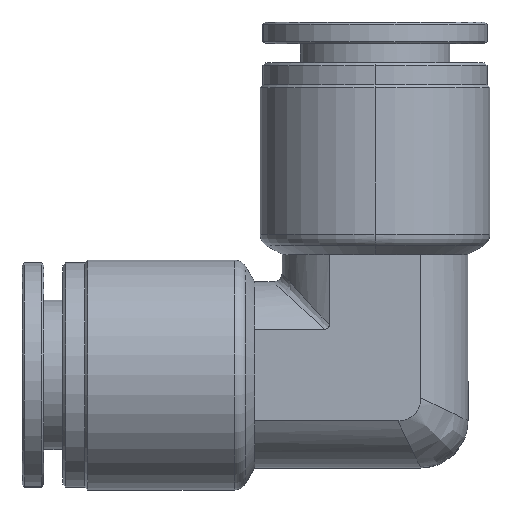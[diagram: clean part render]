
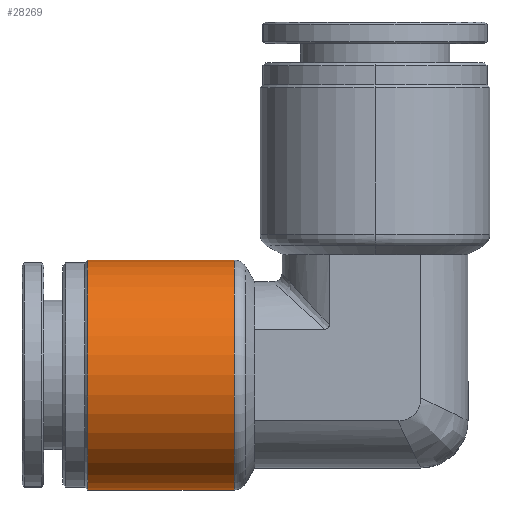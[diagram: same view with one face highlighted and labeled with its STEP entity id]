
A CAD part, left-side view. The second image highlights one B-rep face of the part: STEP entity #28269.
In plain terms, the highlighted cylindrical face has radius 10.5 mm (diameter 21 mm), a partial arc.
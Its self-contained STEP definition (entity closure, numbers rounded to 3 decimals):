
#874 = AXIS2_PLACEMENT_3D ( 'NONE', #5364, #29530, #8816 ) ;
#3429 = EDGE_CURVE ( 'NONE', #28909, #10802, #21463, .T. ) ;
#4024 = VERTEX_POINT ( 'NONE', #25876 ) ;
#5090 = VECTOR ( 'NONE', #16809, 1000. ) ;
#5265 = CARTESIAN_POINT ( 'NONE',  ( 0., 26.25, -11. ) ) ;
#5320 = AXIS2_PLACEMENT_3D ( 'NONE', #20530, #30762, #44632 ) ;
#5364 = CARTESIAN_POINT ( 'NONE',  ( 0., 12.849, -11. ) ) ;
#6756 = ORIENTED_EDGE ( 'NONE', *, *, #11502, .T. ) ;
#8724 = DIRECTION ( 'NONE',  ( 0., 0., 1. ) ) ;
#8816 = DIRECTION ( 'NONE',  ( 0., 0., -1. ) ) ;
#8963 = EDGE_LOOP ( 'NONE', ( #44762, #6756, #34719, #10690 ) ) ;
#10690 = ORIENTED_EDGE ( 'NONE', *, *, #31835, .T. ) ;
#10802 = VERTEX_POINT ( 'NONE', #38243 ) ;
#11502 = EDGE_CURVE ( 'NONE', #12622, #28909, #15720, .T. ) ;
#12622 = VERTEX_POINT ( 'NONE', #31334 ) ;
#14253 = LINE ( 'NONE', #23175, #5090 ) ;
#15720 = CIRCLE ( 'NONE', #35013, 10.5 ) ;
#16809 = DIRECTION ( 'NONE',  ( 0., -1., 0. ) ) ;
#20530 = CARTESIAN_POINT ( 'NONE',  ( 0., 26.5, -11. ) ) ;
#21463 = LINE ( 'NONE', #38154, #39758 ) ;
#22395 = EDGE_CURVE ( 'NONE', #12622, #4024, #14253, .T. ) ;
#23175 = CARTESIAN_POINT ( 'NONE',  ( 0., 26.5, -0.5 ) ) ;
#25876 = CARTESIAN_POINT ( 'NONE',  ( 0., 12.849, -0.5 ) ) ;
#26484 = CARTESIAN_POINT ( 'NONE',  ( 0., 26.25, -21.5 ) ) ;
#28269 = ADVANCED_FACE ( 'NONE', ( #40126 ), #36895, .T. ) ;
#28909 = VERTEX_POINT ( 'NONE', #26484 ) ;
#29440 = DIRECTION ( 'NONE',  ( 0., -1., 0. ) ) ;
#29530 = DIRECTION ( 'NONE',  ( 0., 1., 0. ) ) ;
#30762 = DIRECTION ( 'NONE',  ( 0., -1., 0. ) ) ;
#31334 = CARTESIAN_POINT ( 'NONE',  ( 0., 26.25, -0.5 ) ) ;
#31835 = EDGE_CURVE ( 'NONE', #10802, #4024, #43160, .T. ) ;
#34719 = ORIENTED_EDGE ( 'NONE', *, *, #3429, .T. ) ;
#35013 = AXIS2_PLACEMENT_3D ( 'NONE', #5265, #29440, #8724 ) ;
#36895 = CYLINDRICAL_SURFACE ( 'NONE', #5320, 10.5 ) ;
#38154 = CARTESIAN_POINT ( 'NONE',  ( 0., 26.5, -21.5 ) ) ;
#38243 = CARTESIAN_POINT ( 'NONE',  ( 0., 12.849, -21.5 ) ) ;
#39758 = VECTOR ( 'NONE', #41591, 1000. ) ;
#40126 = FACE_OUTER_BOUND ( 'NONE', #8963, .T. ) ;
#41591 = DIRECTION ( 'NONE',  ( 0., -1., 0. ) ) ;
#43160 = CIRCLE ( 'NONE', #874, 10.5 ) ;
#44632 = DIRECTION ( 'NONE',  ( 0., 0., -1. ) ) ;
#44762 = ORIENTED_EDGE ( 'NONE', *, *, #22395, .F. ) ;
